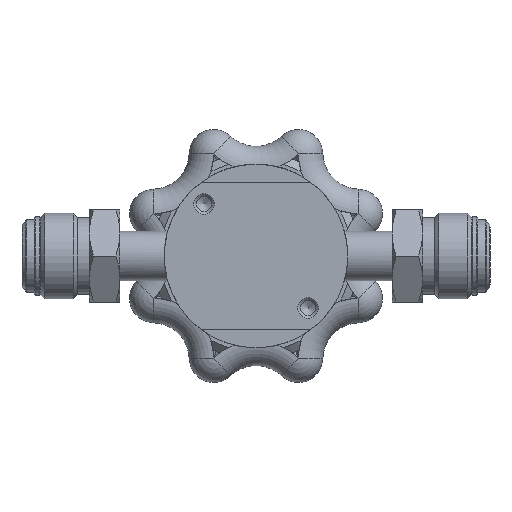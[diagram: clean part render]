
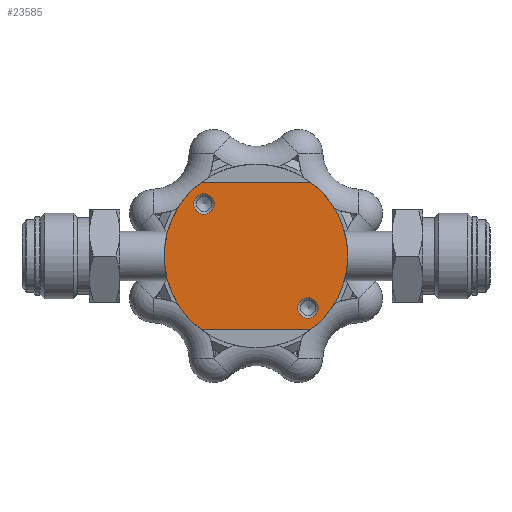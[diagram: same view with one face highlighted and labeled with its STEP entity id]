
A CAD part, front view. The second image highlights one B-rep face of the part: STEP entity #23585.
In plain terms, the highlighted planar face has unit normal (0, -1, 0).
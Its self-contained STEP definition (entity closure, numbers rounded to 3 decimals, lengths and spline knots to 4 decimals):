
#1428=FACE_BOUND('',#4398,.T.);
#1429=FACE_BOUND('',#4399,.T.);
#1859=PLANE('',#25077);
#2961=FACE_OUTER_BOUND('',#4397,.T.);
#4397=EDGE_LOOP('',(#19185,#19186,#19187,#19188));
#4398=EDGE_LOOP('',(#19189));
#4399=EDGE_LOOP('',(#19190));
#5528=CIRCLE('',#25078,0.935);
#5529=CIRCLE('',#25079,0.935);
#5530=CIRCLE('',#25080,0.105);
#5531=CIRCLE('',#25081,0.105);
#7647=LINE('',#37496,#9388);
#7648=LINE('',#37500,#9389);
#9388=VECTOR('',#28577,1.1166);
#9389=VECTOR('',#28580,1.1166);
#11292=VERTEX_POINT('',#37494);
#11293=VERTEX_POINT('',#37495);
#11294=VERTEX_POINT('',#37497);
#11295=VERTEX_POINT('',#37499);
#11296=VERTEX_POINT('',#37502);
#11297=VERTEX_POINT('',#37504);
#14134=EDGE_CURVE('',#11292,#11293,#7647,.T.);
#14135=EDGE_CURVE('',#11294,#11293,#5528,.T.);
#14136=EDGE_CURVE('',#11294,#11295,#7648,.T.);
#14137=EDGE_CURVE('',#11292,#11295,#5529,.T.);
#14138=EDGE_CURVE('',#11296,#11296,#5530,.T.);
#14139=EDGE_CURVE('',#11297,#11297,#5531,.T.);
#19185=ORIENTED_EDGE('',*,*,#14134,.T.);
#19186=ORIENTED_EDGE('',*,*,#14135,.F.);
#19187=ORIENTED_EDGE('',*,*,#14136,.T.);
#19188=ORIENTED_EDGE('',*,*,#14137,.F.);
#19189=ORIENTED_EDGE('',*,*,#14138,.T.);
#19190=ORIENTED_EDGE('',*,*,#14139,.T.);
#23585=ADVANCED_FACE('',(#2961,#1428,#1429),#1859,.T.);
#25077=AXIS2_PLACEMENT_3D('',#37493,#28575,#28576);
#25078=AXIS2_PLACEMENT_3D('',#37498,#28578,#28579);
#25079=AXIS2_PLACEMENT_3D('',#37501,#28581,#28582);
#25080=AXIS2_PLACEMENT_3D('',#37503,#28583,#28584);
#25081=AXIS2_PLACEMENT_3D('',#37505,#28585,#28586);
#28575=DIRECTION('center_axis',(0.,-1.,0.));
#28576=DIRECTION('ref_axis',(0.,0.,-1.));
#28577=DIRECTION('',(1.,0.,0.));
#28578=DIRECTION('center_axis',(0.,1.,0.));
#28579=DIRECTION('ref_axis',(1.,0.,0.));
#28580=DIRECTION('',(-1.,0.,0.));
#28581=DIRECTION('center_axis',(0.,1.,0.));
#28582=DIRECTION('ref_axis',(1.,0.,0.));
#28583=DIRECTION('center_axis',(0.,1.,0.));
#28584=DIRECTION('ref_axis',(1.,0.,0.));
#28585=DIRECTION('center_axis',(0.,1.,0.));
#28586=DIRECTION('ref_axis',(1.,0.,0.));
#37493=CARTESIAN_POINT('Origin',(0.4675,0.,0.));
#37494=CARTESIAN_POINT('',(-0.5583,0.,-0.75));
#37495=CARTESIAN_POINT('',(0.5583,0.,-0.75));
#37496=CARTESIAN_POINT('',(-0.5583,0.,-0.75));
#37497=CARTESIAN_POINT('',(0.5583,0.,0.75));
#37498=CARTESIAN_POINT('Origin',(0.,0.,0.));
#37499=CARTESIAN_POINT('',(-0.5583,0.,0.75));
#37500=CARTESIAN_POINT('',(0.5583,0.,0.75));
#37501=CARTESIAN_POINT('Origin',(0.,0.,0.));
#37502=CARTESIAN_POINT('',(0.6353,0.,-0.5303));
#37503=CARTESIAN_POINT('Origin',(0.5303,0.,-0.5303));
#37504=CARTESIAN_POINT('',(-0.4253,0.,0.5303));
#37505=CARTESIAN_POINT('Origin',(-0.5303,0.,0.5303));
